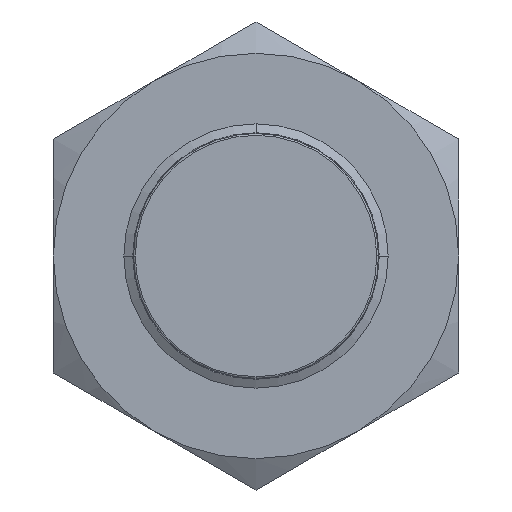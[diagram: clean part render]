
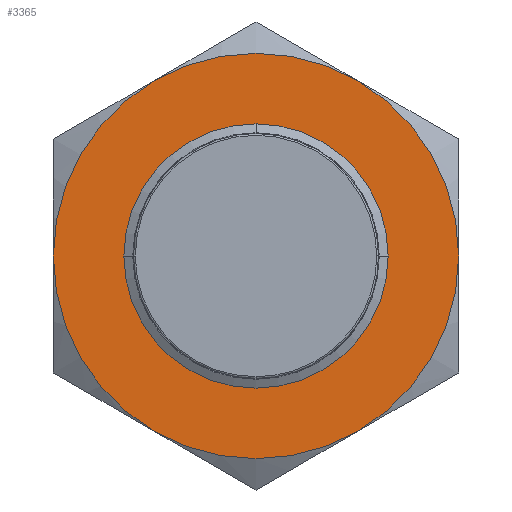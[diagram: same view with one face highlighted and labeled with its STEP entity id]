
A CAD part, front view. The second image highlights one B-rep face of the part: STEP entity #3365.
In plain terms, the highlighted planar face has unit normal (0, -1, 0).
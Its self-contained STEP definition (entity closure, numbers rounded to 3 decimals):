
#21 = CARTESIAN_POINT ( 'NONE',  ( 0., -30., 0. ) ) ;
#42 = EDGE_CURVE ( 'NONE', #881, #516, #3543, .T. ) ;
#97 = ORIENTED_EDGE ( 'NONE', *, *, #1029, .T. ) ;
#162 = EDGE_LOOP ( 'NONE', ( #1032, #2573, #2660, #826, #1216, #511 ) ) ;
#225 = EDGE_CURVE ( 'NONE', #516, #2693, #4141, .T. ) ;
#394 = CARTESIAN_POINT ( 'NONE',  ( 0., -30., 0. ) ) ;
#453 = CARTESIAN_POINT ( 'NONE',  ( 23., -30., 0. ) ) ;
#511 = ORIENTED_EDGE ( 'NONE', *, *, #3890, .F. ) ;
#516 = VERTEX_POINT ( 'NONE', #3026 ) ;
#538 = ORIENTED_EDGE ( 'NONE', *, *, #3818, .T. ) ;
#568 = EDGE_CURVE ( 'NONE', #2693, #4105, #3902, .T. ) ;
#597 = DIRECTION ( 'NONE',  ( 0., 0., 1. ) ) ;
#694 = CIRCLE ( 'NONE', #3639, 15. ) ;
#753 = VERTEX_POINT ( 'NONE', #3208 ) ;
#826 = ORIENTED_EDGE ( 'NONE', *, *, #225, .F. ) ;
#881 = VERTEX_POINT ( 'NONE', #1260 ) ;
#1029 = EDGE_CURVE ( 'NONE', #1593, #753, #694, .T. ) ;
#1032 = ORIENTED_EDGE ( 'NONE', *, *, #2530, .F. ) ;
#1060 = AXIS2_PLACEMENT_3D ( 'NONE', #2441, #3575, #3153 ) ;
#1196 = CARTESIAN_POINT ( 'NONE',  ( -23., -30., 0. ) ) ;
#1216 = ORIENTED_EDGE ( 'NONE', *, *, #42, .F. ) ;
#1251 = EDGE_LOOP ( 'NONE', ( #97, #538 ) ) ;
#1260 = CARTESIAN_POINT ( 'NONE',  ( 11.5, -30., -19.919 ) ) ;
#1267 = DIRECTION ( 'NONE',  ( 0., 1., 0. ) ) ;
#1331 = DIRECTION ( 'NONE',  ( 0., 1., 0. ) ) ;
#1423 = CARTESIAN_POINT ( 'NONE',  ( -46., -30., 0. ) ) ;
#1452 = DIRECTION ( 'NONE',  ( -1., 0., 0. ) ) ;
#1497 = AXIS2_PLACEMENT_3D ( 'NONE', #394, #1816, #2540 ) ;
#1533 = DIRECTION ( 'NONE',  ( 1., 0., 0. ) ) ;
#1553 = AXIS2_PLACEMENT_3D ( 'NONE', #3265, #4396, #1452 ) ;
#1593 = VERTEX_POINT ( 'NONE', #2451 ) ;
#1622 = VERTEX_POINT ( 'NONE', #4281 ) ;
#1647 = CIRCLE ( 'NONE', #1497, 23. ) ;
#1779 = AXIS2_PLACEMENT_3D ( 'NONE', #21, #3300, #1533 ) ;
#1797 = FACE_OUTER_BOUND ( 'NONE', #162, .T. ) ;
#1816 = DIRECTION ( 'NONE',  ( 0., 1., 0. ) ) ;
#1999 = AXIS2_PLACEMENT_3D ( 'NONE', #3293, #2956, #2274 ) ;
#2075 = FACE_BOUND ( 'NONE', #1251, .T. ) ;
#2274 = DIRECTION ( 'NONE',  ( 1., 0., 0. ) ) ;
#2410 = CARTESIAN_POINT ( 'NONE',  ( 0., -30., 0. ) ) ;
#2441 = CARTESIAN_POINT ( 'NONE',  ( 0., -30., 0. ) ) ;
#2451 = CARTESIAN_POINT ( 'NONE',  ( 15., -30., 0. ) ) ;
#2507 = CARTESIAN_POINT ( 'NONE',  ( -11.5, -30., 19.919 ) ) ;
#2528 = CIRCLE ( 'NONE', #1553, 15. ) ;
#2530 = EDGE_CURVE ( 'NONE', #1622, #2973, #1647, .T. ) ;
#2540 = DIRECTION ( 'NONE',  ( 1., 0., 0. ) ) ;
#2573 = ORIENTED_EDGE ( 'NONE', *, *, #3512, .F. ) ;
#2660 = ORIENTED_EDGE ( 'NONE', *, *, #568, .F. ) ;
#2683 = AXIS2_PLACEMENT_3D ( 'NONE', #4290, #4596, #4573 ) ;
#2693 = VERTEX_POINT ( 'NONE', #1196 ) ;
#2782 = DIRECTION ( 'NONE',  ( 0., -1., 0. ) ) ;
#2830 = CIRCLE ( 'NONE', #1999, 23. ) ;
#2956 = DIRECTION ( 'NONE',  ( 0., 1., 0. ) ) ;
#2973 = VERTEX_POINT ( 'NONE', #453 ) ;
#3026 = CARTESIAN_POINT ( 'NONE',  ( -11.5, -30., -19.919 ) ) ;
#3153 = DIRECTION ( 'NONE',  ( 0., 0., 1. ) ) ;
#3208 = CARTESIAN_POINT ( 'NONE',  ( -15., -30., 0. ) ) ;
#3265 = CARTESIAN_POINT ( 'NONE',  ( 0., -30., 0. ) ) ;
#3293 = CARTESIAN_POINT ( 'NONE',  ( 0., -30., 0. ) ) ;
#3300 = DIRECTION ( 'NONE',  ( 0., 1., 0. ) ) ;
#3353 = CIRCLE ( 'NONE', #1779, 23. ) ;
#3365 = ADVANCED_FACE ( 'NONE', ( #2075, #1797 ), #3537, .T. ) ;
#3512 = EDGE_CURVE ( 'NONE', #4105, #1622, #3353, .T. ) ;
#3521 = DIRECTION ( 'NONE',  ( -1., 0., 0. ) ) ;
#3537 = PLANE ( 'NONE',  #4513 ) ;
#3543 = CIRCLE ( 'NONE', #3689, 23. ) ;
#3575 = DIRECTION ( 'NONE',  ( 0., 1., 0. ) ) ;
#3639 = AXIS2_PLACEMENT_3D ( 'NONE', #2410, #1331, #3521 ) ;
#3689 = AXIS2_PLACEMENT_3D ( 'NONE', #3768, #1267, #597 ) ;
#3768 = CARTESIAN_POINT ( 'NONE',  ( 0., -30., 0. ) ) ;
#3818 = EDGE_CURVE ( 'NONE', #753, #1593, #2528, .T. ) ;
#3851 = DIRECTION ( 'NONE',  ( -1., 0., 0. ) ) ;
#3890 = EDGE_CURVE ( 'NONE', #2973, #881, #2830, .T. ) ;
#3902 = CIRCLE ( 'NONE', #2683, 23. ) ;
#4105 = VERTEX_POINT ( 'NONE', #2507 ) ;
#4141 = CIRCLE ( 'NONE', #1060, 23. ) ;
#4281 = CARTESIAN_POINT ( 'NONE',  ( 11.5, -30., 19.919 ) ) ;
#4290 = CARTESIAN_POINT ( 'NONE',  ( 0., -30., 0. ) ) ;
#4396 = DIRECTION ( 'NONE',  ( 0., 1., 0. ) ) ;
#4513 = AXIS2_PLACEMENT_3D ( 'NONE', #1423, #2782, #3851 ) ;
#4573 = DIRECTION ( 'NONE',  ( 0., 0., 1. ) ) ;
#4596 = DIRECTION ( 'NONE',  ( 0., 1., 0. ) ) ;
